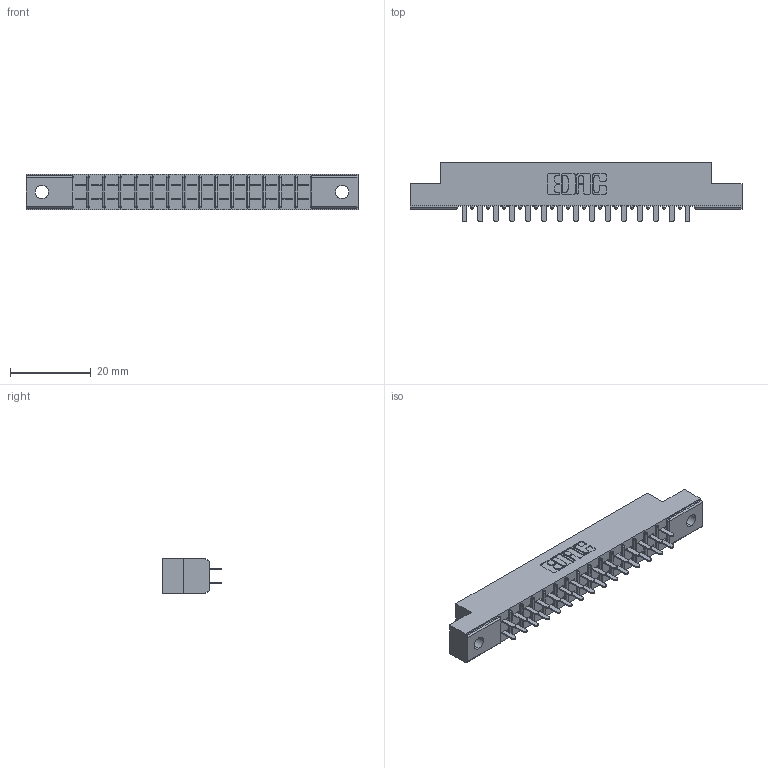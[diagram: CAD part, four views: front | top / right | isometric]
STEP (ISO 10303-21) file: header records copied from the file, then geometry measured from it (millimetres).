
FILE_DESCRIPTION (( 'STEP AP203' ), '1' );
FILE_NAME ('355-030-521-202.STEP', '2019-09-11T07:05:41', ( '' ), ( '' ), 'SwSTEP 2.0', 'SolidWorks 2016', '' );
FILE_SCHEMA (( 'CONFIG_CONTROL_DESIGN' ));
Length unit declared in the file: inch
Products named in the file (3): 305-290-001_521; 305 Part_.128 Dia; 355-030-521-202
Assembly tree (31 placements, depth 2):
  355-030-521-202
    305 Part_.128 Dia
    305-290-001_521  x30
Bounding box: 82.45 x 14.86 x 8.71 mm (x, y, z)
Volume: 5113.1 mm3; surface area: 8876.7 mm2
Topology: 31 solids, 31 shells, 1496 faces, 4261 edges, 2758 vertices
Faces by surface type: plane 878, cylinder 558, sphere 60
Entity records: 19410 total; most frequent: CARTESIAN_POINT 3211, ORIENTED_EDGE 3182, DIRECTION 3127, EDGE_CURVE 1591, LINE 1259, VECTOR 1259, VERTEX_POINT 1018, AXIS2_PLACEMENT_3D 934
